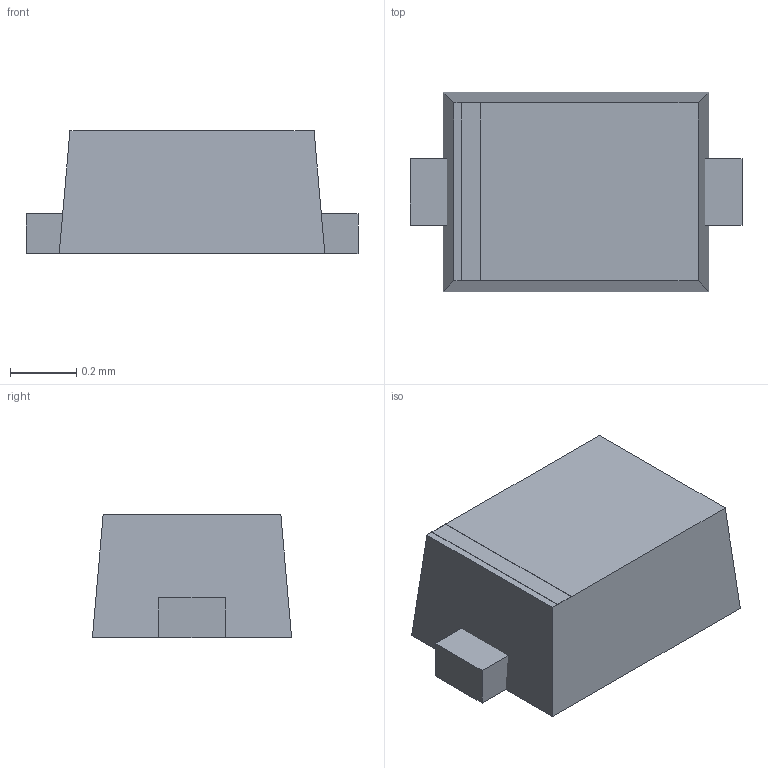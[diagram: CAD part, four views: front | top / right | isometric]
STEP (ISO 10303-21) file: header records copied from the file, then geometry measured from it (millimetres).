
FILE_DESCRIPTION (( 'STEP AP214' ), '1' );
FILE_NAME ('SOD_923.STEP', '2020-01-25T04:38:47', ( '' ), ( '' ), 'SwSTEP 2.0', 'SolidWorks 2019', '' );
FILE_SCHEMA (( 'AUTOMOTIVE_DESIGN' ));
Length unit declared in the file: millimetre
Products named in the file (1): SOD_923
Bounding box: 1 x 0.6 x 0.37 mm (x, y, z)
Volume: 0.2 mm3; surface area: 2.2 mm2
Topology: 3 solids, 3 shells, 24 faces, 50 edges, 32 vertices
Faces by surface type: plane 24
Entity records: 685 total; most frequent: CARTESIAN_POINT 107, DIRECTION 100, ORIENTED_EDGE 100, LINE 50, EDGE_CURVE 50, VECTOR 50, VERTEX_POINT 32, AXIS2_PLACEMENT_3D 25
